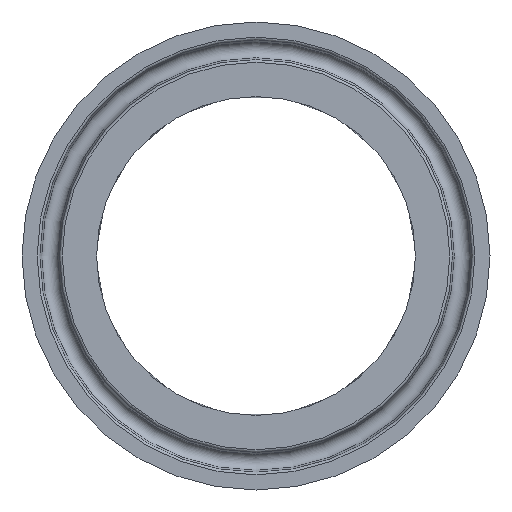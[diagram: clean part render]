
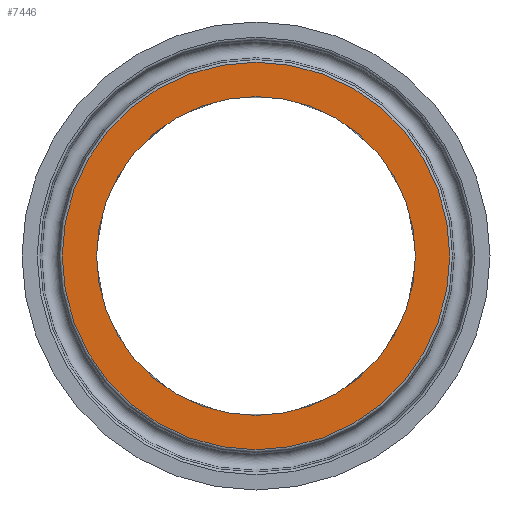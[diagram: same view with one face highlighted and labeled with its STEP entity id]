
A CAD part, left-side view. The second image highlights one B-rep face of the part: STEP entity #7446.
In plain terms, the highlighted planar face has unit normal (-1, 0, 0).
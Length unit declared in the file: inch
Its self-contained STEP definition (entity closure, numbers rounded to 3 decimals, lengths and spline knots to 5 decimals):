
#102=FACE_BOUND('',#1336,.T.);
#103=FACE_BOUND('',#1337,.T.);
#279=PLANE('',#7874);
#1336=EDGE_LOOP('',(#6963));
#1337=EDGE_LOOP('',(#6964));
#1518=CIRCLE('',#7872,1.04165);
#1520=CIRCLE('',#7875,0.85694);
#3655=VERTEX_POINT('',#16465);
#3657=VERTEX_POINT('',#16470);
#4760=EDGE_CURVE('',#3655,#3655,#1518,.T.);
#4762=EDGE_CURVE('',#3657,#3657,#1520,.T.);
#6963=ORIENTED_EDGE('',*,*,#4762,.T.);
#6964=ORIENTED_EDGE('',*,*,#4760,.F.);
#7446=ADVANCED_FACE('',(#102,#103),#279,.T.);
#7872=AXIS2_PLACEMENT_3D('',#16466,#9221,#9222);
#7874=AXIS2_PLACEMENT_3D('',#16469,#9225,#9226);
#7875=AXIS2_PLACEMENT_3D('',#16471,#9227,#9228);
#9221=DIRECTION('center_axis',(1.,0.,0.));
#9222=DIRECTION('ref_axis',(0.,-1.,0.));
#9225=DIRECTION('center_axis',(-1.,0.,0.));
#9226=DIRECTION('ref_axis',(0.,0.,1.));
#9227=DIRECTION('center_axis',(1.,0.,0.));
#9228=DIRECTION('ref_axis',(0.,1.,0.));
#16465=CARTESIAN_POINT('',(0.,1.04165,0.));
#16466=CARTESIAN_POINT('Origin',(0.,0.,
0.));
#16469=CARTESIAN_POINT('Origin',(0.,0.95426,
0.));
#16470=CARTESIAN_POINT('',(0.,0.85694,0.));
#16471=CARTESIAN_POINT('Origin',(0.,0.,
0.));
